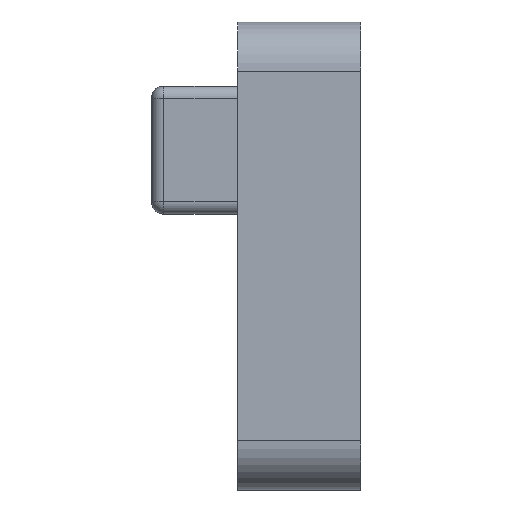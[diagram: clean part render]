
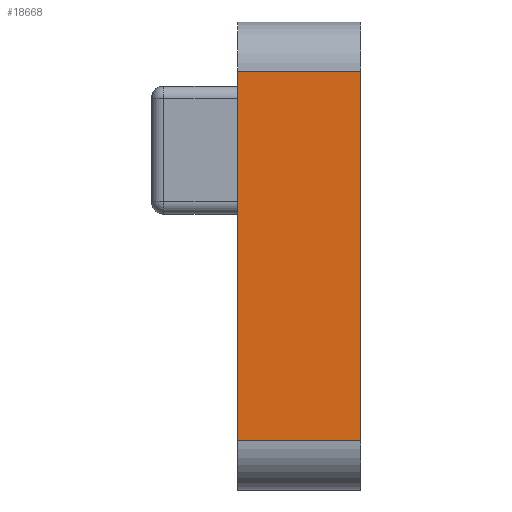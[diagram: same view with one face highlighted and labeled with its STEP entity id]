
A CAD part, front view. The second image highlights one B-rep face of the part: STEP entity #18668.
In plain terms, the highlighted planar face has unit normal (0, -1, 0).
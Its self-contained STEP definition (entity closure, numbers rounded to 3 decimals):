
#463 = CARTESIAN_POINT ( 'NONE',  ( 2.5, -17., 7.5 ) ) ;
#1012 = LINE ( 'NONE', #11221, #13397 ) ;
#1083 = VECTOR ( 'NONE', #2140, 1000. ) ;
#1509 = EDGE_CURVE ( 'NONE', #18578, #7006, #3210, .T. ) ;
#2000 = LINE ( 'NONE', #6374, #16678 ) ;
#2140 = DIRECTION ( 'NONE',  ( 0., 0., -1. ) ) ;
#3210 = LINE ( 'NONE', #463, #4572 ) ;
#4572 = VECTOR ( 'NONE', #18434, 1000. ) ;
#5220 = CARTESIAN_POINT ( 'NONE',  ( 2.5, -17., 7.5 ) ) ;
#5997 = ORIENTED_EDGE ( 'NONE', *, *, #17596, .T. ) ;
#6302 = ORIENTED_EDGE ( 'NONE', *, *, #15378, .T. ) ;
#6374 = CARTESIAN_POINT ( 'NONE',  ( 2.5, -17., -7.5 ) ) ;
#7006 = VERTEX_POINT ( 'NONE', #7485 ) ;
#7387 = ORIENTED_EDGE ( 'NONE', *, *, #1509, .T. ) ;
#7485 = CARTESIAN_POINT ( 'NONE',  ( -2.5, -17., 7.5 ) ) ;
#8117 = ORIENTED_EDGE ( 'NONE', *, *, #14152, .F. ) ;
#9437 = DIRECTION ( 'NONE',  ( 1., 0., 0. ) ) ;
#11221 = CARTESIAN_POINT ( 'NONE',  ( -2.5, -17., 9.5 ) ) ;
#11265 = VERTEX_POINT ( 'NONE', #16942 ) ;
#11390 = DIRECTION ( 'NONE',  ( 0., 0., 1. ) ) ;
#11572 = DIRECTION ( 'NONE',  ( 0., 1., 0. ) ) ;
#12749 = EDGE_LOOP ( 'NONE', ( #5997, #6302, #8117, #7387 ) ) ;
#12856 = DIRECTION ( 'NONE',  ( 0., 0., -1. ) ) ;
#12893 = CARTESIAN_POINT ( 'NONE',  ( 2.5, -17., 9.5 ) ) ;
#13397 = VECTOR ( 'NONE', #12856, 1000. ) ;
#13468 = LINE ( 'NONE', #16625, #1083 ) ;
#13496 = VERTEX_POINT ( 'NONE', #15752 ) ;
#14152 = EDGE_CURVE ( 'NONE', #18578, #13496, #13468, .T. ) ;
#15029 = AXIS2_PLACEMENT_3D ( 'NONE', #12893, #11572, #11390 ) ;
#15378 = EDGE_CURVE ( 'NONE', #11265, #13496, #2000, .T. ) ;
#15679 = FACE_OUTER_BOUND ( 'NONE', #12749, .T. ) ;
#15752 = CARTESIAN_POINT ( 'NONE',  ( 2.5, -17., -7.5 ) ) ;
#16625 = CARTESIAN_POINT ( 'NONE',  ( 2.5, -17., 9.5 ) ) ;
#16678 = VECTOR ( 'NONE', #9437, 1000. ) ;
#16942 = CARTESIAN_POINT ( 'NONE',  ( -2.5, -17., -7.5 ) ) ;
#17596 = EDGE_CURVE ( 'NONE', #7006, #11265, #1012, .T. ) ;
#18434 = DIRECTION ( 'NONE',  ( -1., 0., 0. ) ) ;
#18578 = VERTEX_POINT ( 'NONE', #5220 ) ;
#18668 = ADVANCED_FACE ( 'NONE', ( #15679 ), #18941, .F. ) ;
#18941 = PLANE ( 'NONE',  #15029 ) ;
